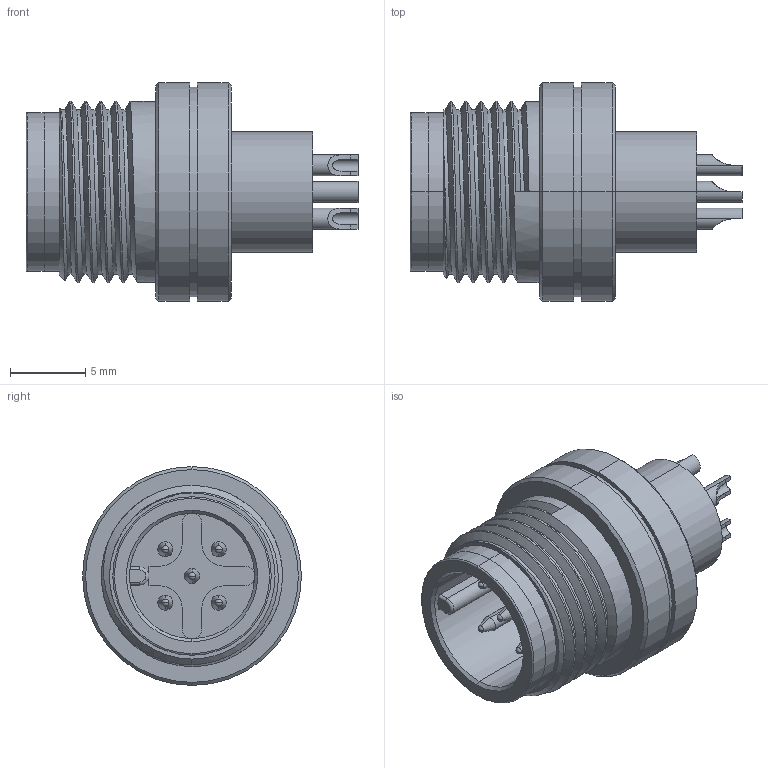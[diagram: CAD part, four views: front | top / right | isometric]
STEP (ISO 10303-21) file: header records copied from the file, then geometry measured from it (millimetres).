
FILE_DESCRIPTION (( 'STEP AP203' ), '1' );
FILE_NAME ('50-00960.STEP', '2020-10-15T16:00:05', ( '' ), ( '' ), 'SwSTEP 2.0', 'SolidWorks 2015', '' );
FILE_SCHEMA (( 'CONFIG_CONTROL_DESIGN' ));
Length unit declared in the file: millimetre
Products named in the file (4): 50-00960; 50-00960-02___; 50-00960-01___; 50-00960-03___
Assembly tree (7 placements, depth 2):
  50-00960
    50-00960-01___
    50-00960-02___
    50-00960-03___  x5
Bounding box: 22 x 14.5 x 14.5 mm (x, y, z)
Volume: 1422.5 mm3; surface area: 2785.3 mm2
Topology: 7 solids, 7 shells, 281 faces, 623 edges, 379 vertices
Faces by surface type: cylinder 127, plane 69, cone 39, torus 33, sphere 10, bspline 3
Entity records: 5683 total; most frequent: CARTESIAN_POINT 1794, DIRECTION 766, ORIENTED_EDGE 666, EDGE_CURVE 333, AXIS2_PLACEMENT_3D 317, VERTEX_POINT 211, EDGE_LOOP 174, CIRCLE 165
